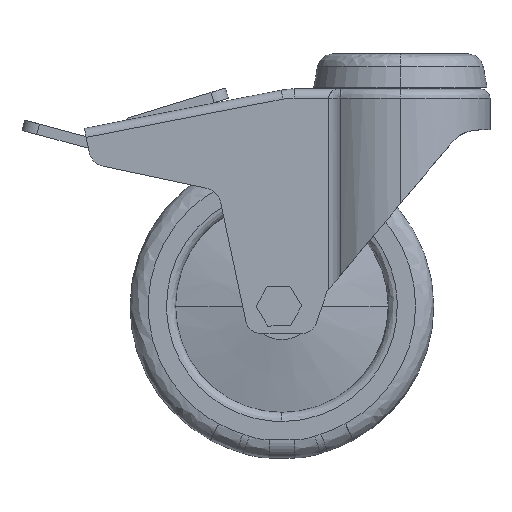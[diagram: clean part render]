
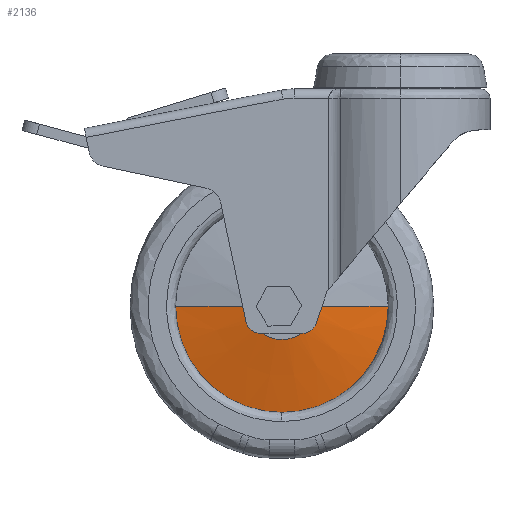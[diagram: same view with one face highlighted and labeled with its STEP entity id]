
A CAD part, left-side view. The second image highlights one B-rep face of the part: STEP entity #2136.
In plain terms, the highlighted conical face has half-angle 78.69 degrees and reference radius 35 mm.
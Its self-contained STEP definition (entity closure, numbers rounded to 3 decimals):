
#653 = CIRCLE ( 'NONE', #7942, 35. ) ;
#734 = ORIENTED_EDGE ( 'NONE', *, *, #6311, .T. ) ;
#850 = VECTOR ( 'NONE', #4653, 1000. ) ;
#1218 = AXIS2_PLACEMENT_3D ( 'NONE', #2509, #1896, #8873 ) ;
#1303 = LINE ( 'NONE', #7292, #850 ) ;
#1896 = DIRECTION ( 'NONE',  ( 1., 0., 0. ) ) ;
#2017 = CARTESIAN_POINT ( 'NONE',  ( -17.5, 50., 50. ) ) ;
#2055 = DIRECTION ( 'NONE',  ( 0., 1., 0. ) ) ;
#2136 = ADVANCED_FACE ( 'NONE', ( #3497 ), #7925, .T. ) ;
#2409 = VERTEX_POINT ( 'NONE', #4299 ) ;
#2509 = CARTESIAN_POINT ( 'NONE',  ( -12.7, 39., 50. ) ) ;
#2723 = ORIENTED_EDGE ( 'NONE', *, *, #3041, .F. ) ;
#3041 = EDGE_CURVE ( 'NONE', #4998, #7694, #3180, .T. ) ;
#3168 = CARTESIAN_POINT ( 'NONE',  ( -12.7, 4., 50. ) ) ;
#3180 = LINE ( 'NONE', #3168, #5092 ) ;
#3497 = FACE_OUTER_BOUND ( 'NONE', #5705, .T. ) ;
#3525 = CARTESIAN_POINT ( 'NONE',  ( -12.7, 39., 50. ) ) ;
#3699 = ORIENTED_EDGE ( 'NONE', *, *, #8749, .T. ) ;
#4082 = CARTESIAN_POINT ( 'NONE',  ( -17.5, 39., 50. ) ) ;
#4299 = CARTESIAN_POINT ( 'NONE',  ( -12.7, 74., 50. ) ) ;
#4653 = DIRECTION ( 'NONE',  ( 0.196, 0.981, 0. ) ) ;
#4998 = VERTEX_POINT ( 'NONE', #7619 ) ;
#5092 = VECTOR ( 'NONE', #5233, 1000. ) ;
#5233 = DIRECTION ( 'NONE',  ( 0.196, -0.981, 0. ) ) ;
#5705 = EDGE_LOOP ( 'NONE', ( #2723, #8506, #734, #3699 ) ) ;
#6311 = EDGE_CURVE ( 'NONE', #6705, #2409, #1303, .T. ) ;
#6394 = AXIS2_PLACEMENT_3D ( 'NONE', #4082, #7007, #2055 ) ;
#6705 = VERTEX_POINT ( 'NONE', #2017 ) ;
#6899 = DIRECTION ( 'NONE',  ( -1., 0., 0. ) ) ;
#7007 = DIRECTION ( 'NONE',  ( -1., 0., 0. ) ) ;
#7292 = CARTESIAN_POINT ( 'NONE',  ( -12.7, 74., 50. ) ) ;
#7409 = CIRCLE ( 'NONE', #6394, 11. ) ;
#7619 = CARTESIAN_POINT ( 'NONE',  ( -17.5, 28., 50. ) ) ;
#7650 = EDGE_CURVE ( 'NONE', #6705, #4998, #7409, .T. ) ;
#7694 = VERTEX_POINT ( 'NONE', #9001 ) ;
#7925 = CONICAL_SURFACE ( 'NONE', #1218, 35., 1.373 ) ;
#7942 = AXIS2_PLACEMENT_3D ( 'NONE', #3525, #6899, #8349 ) ;
#8349 = DIRECTION ( 'NONE',  ( 0., 0., 1. ) ) ;
#8506 = ORIENTED_EDGE ( 'NONE', *, *, #7650, .F. ) ;
#8749 = EDGE_CURVE ( 'NONE', #2409, #7694, #653, .T. ) ;
#8873 = DIRECTION ( 'NONE',  ( 0., 1., 0. ) ) ;
#9001 = CARTESIAN_POINT ( 'NONE',  ( -12.7, 4., 50. ) ) ;
